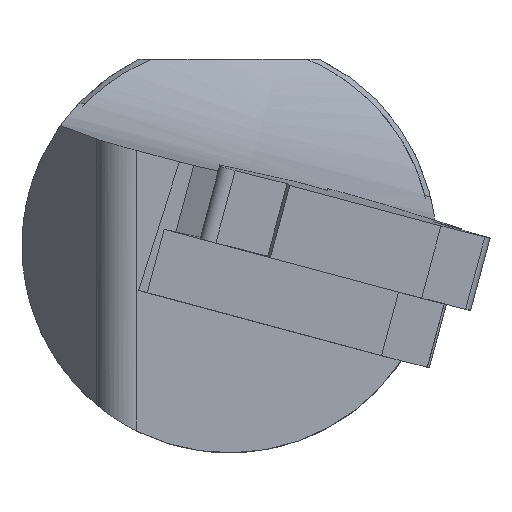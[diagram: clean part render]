
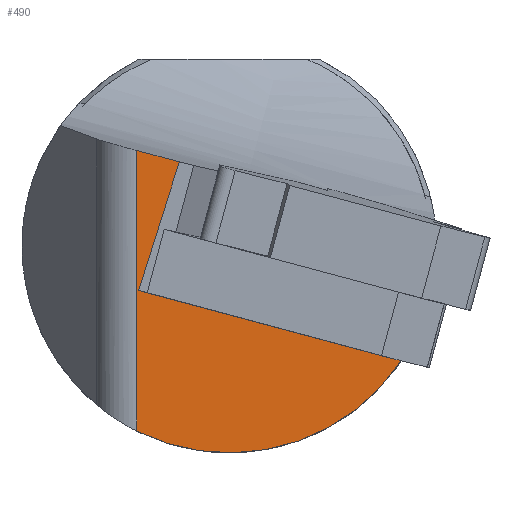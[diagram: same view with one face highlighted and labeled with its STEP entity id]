
A CAD part, left-side view. The second image highlights one B-rep face of the part: STEP entity #490.
In plain terms, the highlighted planar face has unit normal (-1, 0, 0).
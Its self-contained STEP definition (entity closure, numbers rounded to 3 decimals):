
#438=B_SPLINE_CURVE_WITH_KNOTS('',3,(#1885,#1886,#1887,#1888),
 .UNSPECIFIED.,.F.,.F.,(4,4),(0.,1.),.UNSPECIFIED.);
#490=ADVANCED_FACE('',(#578),#531,.T.);
#531=PLANE('',#1407);
#578=FACE_OUTER_BOUND('',#632,.T.);
#632=EDGE_LOOP('',(#1012,#1013,#1014,#1015,#1016,#1017,#1018));
#658=CIRCLE('',#1381,10.);
#687=LINE('',#1714,#774);
#711=LINE('',#1779,#798);
#712=LINE('',#1781,#799);
#722=LINE('',#2196,#809);
#723=LINE('',#2198,#810);
#774=VECTOR('',#1458,1.);
#798=VECTOR('',#1512,1.);
#799=VECTOR('',#1515,1.);
#809=VECTOR('',#1583,1.);
#810=VECTOR('',#1586,1.);
#1012=ORIENTED_EDGE('',*,*,#1302,.F.);
#1013=ORIENTED_EDGE('',*,*,#1276,.F.);
#1014=ORIENTED_EDGE('',*,*,#1301,.T.);
#1015=ORIENTED_EDGE('',*,*,#1263,.T.);
#1016=ORIENTED_EDGE('',*,*,#1256,.F.);
#1017=ORIENTED_EDGE('',*,*,#1227,.F.);
#1018=ORIENTED_EDGE('',*,*,#1257,.F.);
#1137=VERTEX_POINT('',#1713);
#1138=VERTEX_POINT('',#1715);
#1153=VERTEX_POINT('',#1778);
#1154=VERTEX_POINT('',#1782);
#1158=VERTEX_POINT('',#1804);
#1167=VERTEX_POINT('',#1884);
#1168=VERTEX_POINT('',#1889);
#1227=EDGE_CURVE('',#1137,#1138,#687,.T.);
#1256=EDGE_CURVE('',#1138,#1153,#711,.T.);
#1257=EDGE_CURVE('',#1154,#1137,#712,.T.);
#1263=EDGE_CURVE('',#1158,#1153,#658,.T.);
#1276=EDGE_CURVE('',#1167,#1168,#438,.T.);
#1301=EDGE_CURVE('',#1167,#1158,#722,.T.);
#1302=EDGE_CURVE('',#1168,#1154,#723,.T.);
#1381=AXIS2_PLACEMENT_3D('',#1803,#1525,#1526);
#1407=AXIS2_PLACEMENT_3D('',#2199,#1587,#1588);
#1458=DIRECTION('',(0.,-0.966,-0.259));
#1512=DIRECTION('',(0.,-0.966,-0.259));
#1515=DIRECTION('',(0.,-0.966,-0.259));
#1525=DIRECTION('',(-1.,0.,0.));
#1526=DIRECTION('',(0.,-1.,0.));
#1583=DIRECTION('',(0.,0.,-1.));
#1586=DIRECTION('',(0.,0.302,-0.953));
#1587=DIRECTION('',(-1.,0.,0.));
#1588=DIRECTION('',(0.,-1.,0.));
#1713=CARTESIAN_POINT('',(0.591,3.721,-2.335));
#1714=CARTESIAN_POINT('',(0.591,64.54,13.961));
#1715=CARTESIAN_POINT('',(0.591,-8.053,-5.49));
#1778=CARTESIAN_POINT('',(0.591,-8.312,-5.56));
#1779=CARTESIAN_POINT('',(0.591,64.54,13.961));
#1781=CARTESIAN_POINT('',(0.591,64.54,13.961));
#1782=CARTESIAN_POINT('',(0.591,4.371,-2.161));
#1803=CARTESIAN_POINT('',(0.591,0.,0.));
#1804=CARTESIAN_POINT('',(0.591,4.465,-8.948));
#1884=CARTESIAN_POINT('',(0.591,4.465,4.596));
#1885=CARTESIAN_POINT('',(0.591,4.465,4.596));
#1886=CARTESIAN_POINT('',(0.591,3.778,4.412));
#1887=CARTESIAN_POINT('',(0.591,3.091,4.227));
#1888=CARTESIAN_POINT('',(0.591,2.404,4.043));
#1889=CARTESIAN_POINT('',(0.591,2.404,4.043));
#2196=CARTESIAN_POINT('',(0.591,4.465,292.372));
#2198=CARTESIAN_POINT('',(0.591,-81.82,269.614));
#2199=CARTESIAN_POINT('',(0.591,-10.06,292.372));
